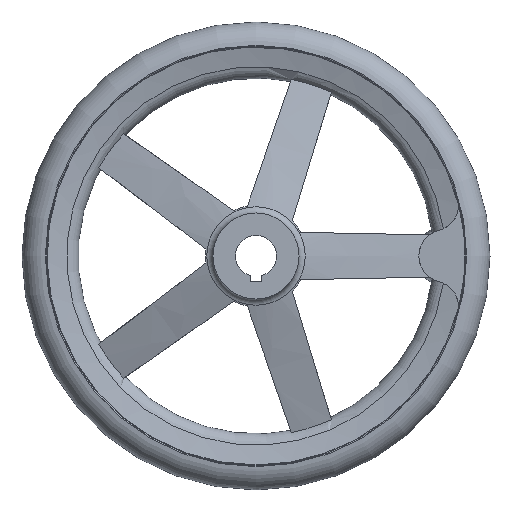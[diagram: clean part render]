
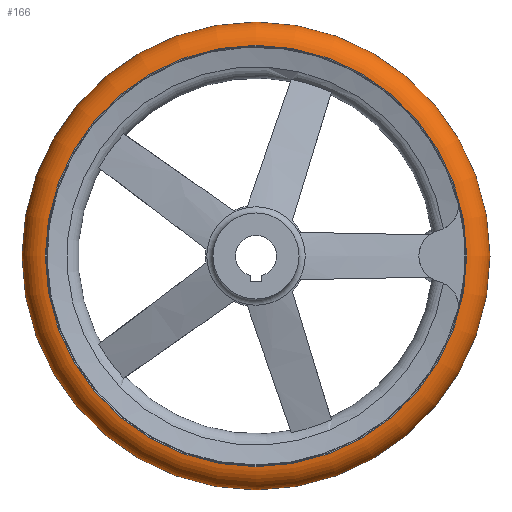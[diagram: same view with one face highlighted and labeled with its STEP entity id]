
A CAD part, front view. The second image highlights one B-rep face of the part: STEP entity #166.
In plain terms, the highlighted toroidal (fillet/blend) face has major radius 112 mm and minor radius 13 mm.
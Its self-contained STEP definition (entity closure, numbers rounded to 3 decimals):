
#166 = ADVANCED_FACE( '', ( #352, #353, #354 ), #355, .T. );
#352 = FACE_BOUND( '', #575, .T. );
#353 = FACE_OUTER_BOUND( '', #576, .T. );
#354 = FACE_OUTER_BOUND( '', #577, .T. );
#355 = TOROIDAL_SURFACE( '', #578, 112., 13. );
#575 = VERTEX_LOOP( '', #1016 );
#576 = EDGE_LOOP( '', ( #1017 ) );
#577 = EDGE_LOOP( '', ( #1018 ) );
#578 = AXIS2_PLACEMENT_3D( '', #1019, #1020, #1021 );
#1016 = VERTEX_POINT( '', #1244 );
#1017 = ORIENTED_EDGE( '', *, *, #1231, .T. );
#1018 = ORIENTED_EDGE( '', *, *, #1153, .F. );
#1019 = CARTESIAN_POINT( '', ( 0., 37., 0. ) );
#1020 = DIRECTION( '', ( 0., -1., 0. ) );
#1021 = DIRECTION( '', ( 0., 0., -1. ) );
#1153 = EDGE_CURVE( '', #1400, #1400, #1401, .T. );
#1231 = EDGE_CURVE( '', #1502, #1502, #1503, .T. );
#1244 = CARTESIAN_POINT( '', ( 0., 37., -125. ) );
#1400 = VERTEX_POINT( '', #2064 );
#1401 = CIRCLE( '', #2065, 112.542 );
#1502 = VERTEX_POINT( '', #2369 );
#1503 = CIRCLE( '', #2370, 112.542 );
#2064 = CARTESIAN_POINT( '', ( 0., 24.011, -112.542 ) );
#2065 = AXIS2_PLACEMENT_3D( '', #2504, #2505, #2506 );
#2369 = CARTESIAN_POINT( '', ( 0., 49.989, -112.542 ) );
#2370 = AXIS2_PLACEMENT_3D( '', #2567, #2568, #2569 );
#2504 = CARTESIAN_POINT( '', ( 0., 24.011, 0. ) );
#2505 = DIRECTION( '', ( 0., -1., 0. ) );
#2506 = DIRECTION( '', ( 0., 0., -1. ) );
#2567 = CARTESIAN_POINT( '', ( 0., 49.989, 0. ) );
#2568 = DIRECTION( '', ( 0., -1., 0. ) );
#2569 = DIRECTION( '', ( 0., 0., -1. ) );
